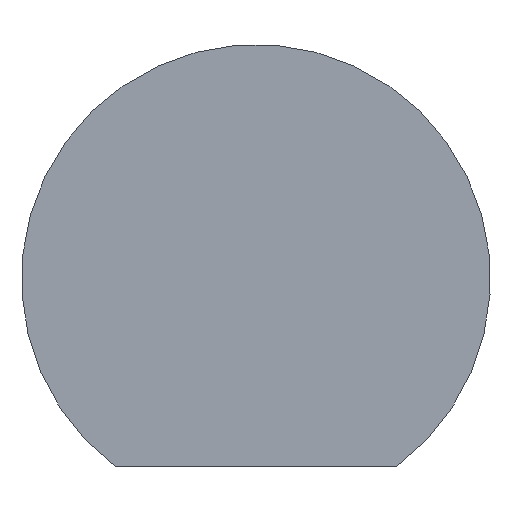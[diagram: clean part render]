
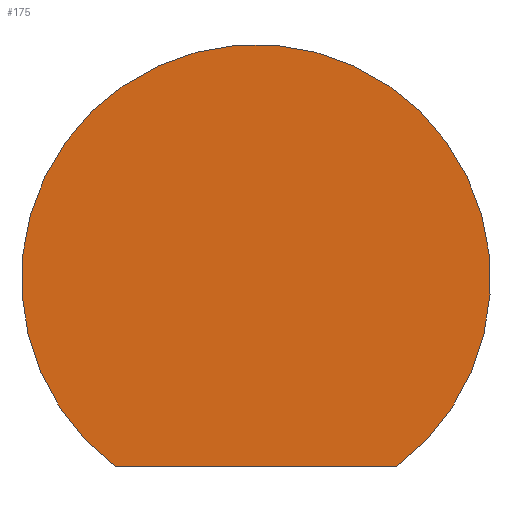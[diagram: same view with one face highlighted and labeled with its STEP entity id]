
A CAD part, front view. The second image highlights one B-rep face of the part: STEP entity #175.
In plain terms, the highlighted planar face has unit normal (0, -1, 0).
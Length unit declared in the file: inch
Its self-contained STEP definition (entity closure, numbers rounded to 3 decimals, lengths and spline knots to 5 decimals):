
#44 = AXIS2_PLACEMENT_3D ( 'NONE', #137, #63, #155 ) ;
#53 = VERTEX_POINT ( 'NONE', #97 ) ;
#54 = CARTESIAN_POINT ( 'NONE',  ( -0.075, 0., -0.1 ) ) ;
#55 = PLANE ( 'NONE',  #44 ) ;
#57 = VECTOR ( 'NONE', #85, 39.37008 ) ;
#62 = CARTESIAN_POINT ( 'NONE',  ( 0., 0., 0. ) ) ;
#63 = DIRECTION ( 'NONE',  ( 0., 1., 0. ) ) ;
#67 = AXIS2_PLACEMENT_3D ( 'NONE', #62, #153, #77 ) ;
#71 = CIRCLE ( 'NONE', #67, 0.125 ) ;
#77 = DIRECTION ( 'NONE',  ( 0., 0., 1. ) ) ;
#85 = DIRECTION ( 'NONE',  ( -1., 0., 0. ) ) ;
#97 = CARTESIAN_POINT ( 'NONE',  ( -0.075, 0., -0.1 ) ) ;
#98 = CARTESIAN_POINT ( 'NONE',  ( 0.075, 0., -0.1 ) ) ;
#107 = ORIENTED_EDGE ( 'NONE', *, *, #160, .F. ) ;
#112 = LINE ( 'NONE', #54, #57 ) ;
#113 = VERTEX_POINT ( 'NONE', #98 ) ;
#129 = ORIENTED_EDGE ( 'NONE', *, *, #141, .F. ) ;
#137 = CARTESIAN_POINT ( 'NONE',  ( 0., 0., 0. ) ) ;
#141 = EDGE_CURVE ( 'NONE', #53, #113, #71, .T. ) ;
#142 = EDGE_LOOP ( 'NONE', ( #129, #107 ) ) ;
#153 = DIRECTION ( 'NONE',  ( 0., 1., 0. ) ) ;
#155 = DIRECTION ( 'NONE',  ( 0., 0., 1. ) ) ;
#160 = EDGE_CURVE ( 'NONE', #113, #53, #112, .T. ) ;
#164 = FACE_OUTER_BOUND ( 'NONE', #142, .T. ) ;
#175 = ADVANCED_FACE ( 'NONE', ( #164 ), #55, .F. ) ;
